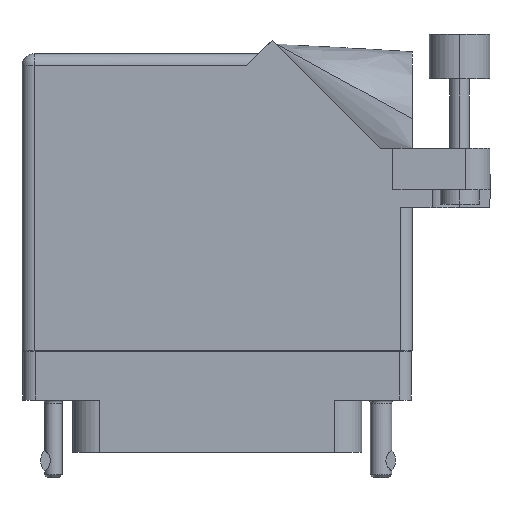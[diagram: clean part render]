
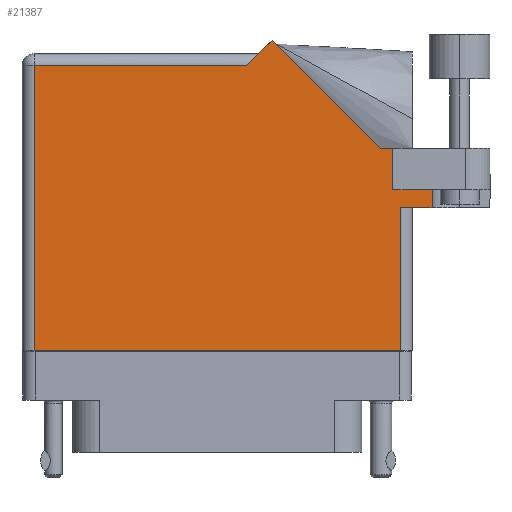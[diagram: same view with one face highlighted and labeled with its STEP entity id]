
A CAD part, front view. The second image highlights one B-rep face of the part: STEP entity #21387.
In plain terms, the highlighted face is planar.
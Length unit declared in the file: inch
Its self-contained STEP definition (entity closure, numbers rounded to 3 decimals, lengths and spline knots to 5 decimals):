
#9 = VERTEX_POINT ( 'NONE', #26435 ) ;
#310 = LINE ( 'NONE', #23472, #17705 ) ;
#548 = CARTESIAN_POINT ( 'NONE',  ( 0.83942, 0.944, 0.455 ) ) ;
#1014 = CARTESIAN_POINT ( 'NONE',  ( 0.15, 1.368, 0.455 ) ) ;
#1522 = EDGE_CURVE ( 'NONE', #9, #17924, #36945, .T. ) ;
#1725 = LINE ( 'NONE', #17110, #9506 ) ;
#2013 = DIRECTION ( 'NONE',  ( 1., 0., 0. ) ) ;
#3293 = EDGE_CURVE ( 'NONE', #28707, #22071, #6900, .T. ) ;
#3636 = VECTOR ( 'NONE', #16740, 39.37008 ) ;
#3904 = ORIENTED_EDGE ( 'NONE', *, *, #1522, .T. ) ;
#4278 = VERTEX_POINT ( 'NONE', #48415 ) ;
#5006 = CARTESIAN_POINT ( 'NONE',  ( -1.005, 1.368, 0.455 ) ) ;
#5152 = VECTOR ( 'NONE', #2013, 39.37008 ) ;
#5175 = VECTOR ( 'NONE', #23011, 39.37008 ) ;
#5707 = ORIENTED_EDGE ( 'NONE', *, *, #3293, .T. ) ;
#6329 = VECTOR ( 'NONE', #41867, 39.37008 ) ;
#6471 = DIRECTION ( 'NONE',  ( 1., 0., 0. ) ) ;
#6485 = VERTEX_POINT ( 'NONE', #13367 ) ;
#6900 = LINE ( 'NONE', #45374, #6329 ) ;
#7832 = DIRECTION ( 'NONE',  ( 0., -1., 0. ) ) ;
#7867 = EDGE_CURVE ( 'NONE', #27060, #9, #1725, .T. ) ;
#8199 = DIRECTION ( 'NONE',  ( 0., 0., -1. ) ) ;
#8315 = AXIS2_PLACEMENT_3D ( 'NONE', #16086, #8199, #19931 ) ;
#8766 = EDGE_CURVE ( 'NONE', #48443, #18690, #25612, .T. ) ;
#9506 = VECTOR ( 'NONE', #44207, 39.37008 ) ;
#13328 = VECTOR ( 'NONE', #6471, 39.37008 ) ;
#13367 = CARTESIAN_POINT ( 'NONE',  ( 1.1065, 0.637, 0.455 ) ) ;
#13673 = EDGE_CURVE ( 'NONE', #17924, #4278, #35960, .T. ) ;
#15169 = CARTESIAN_POINT ( 'NONE',  ( 0.943, 0.637, 0.455 ) ) ;
#15602 = DIRECTION ( 'NONE',  ( -0.707, 0.707, 0. ) ) ;
#16086 = CARTESIAN_POINT ( 'NONE',  ( -1.005, 1.43, 0.455 ) ) ;
#16433 = ORIENTED_EDGE ( 'NONE', *, *, #8766, .T. ) ;
#16558 = CARTESIAN_POINT ( 'NONE',  ( 1.1065, 1.06177, 0.455 ) ) ;
#16740 = DIRECTION ( 'NONE',  ( -1., 0., 0. ) ) ;
#17110 = CARTESIAN_POINT ( 'NONE',  ( -0.943, -0.1, 0.455 ) ) ;
#17507 = ORIENTED_EDGE ( 'NONE', *, *, #7867, .T. ) ;
#17624 = ORIENTED_EDGE ( 'NONE', *, *, #18626, .F. ) ;
#17705 = VECTOR ( 'NONE', #15602, 39.37008 ) ;
#17924 = VERTEX_POINT ( 'NONE', #46788 ) ;
#18205 = VERTEX_POINT ( 'NONE', #548 ) ;
#18492 = DIRECTION ( 'NONE',  ( -1., 0., 0. ) ) ;
#18626 = EDGE_CURVE ( 'NONE', #24104, #6485, #45604, .T. ) ;
#18690 = VERTEX_POINT ( 'NONE', #1014 ) ;
#18718 = ORIENTED_EDGE ( 'NONE', *, *, #45782, .T. ) ;
#19353 = CARTESIAN_POINT ( 'NONE',  ( 0.905, 0.944, 0.455 ) ) ;
#19931 = DIRECTION ( 'NONE',  ( -1., 0., 0. ) ) ;
#20182 = CARTESIAN_POINT ( 'NONE',  ( -0.943, 1.368, 0.455 ) ) ;
#20324 = ORIENTED_EDGE ( 'NONE', *, *, #40582, .T. ) ;
#20460 = DIRECTION ( 'NONE',  ( 1., 0., 0. ) ) ;
#20730 = EDGE_LOOP ( 'NONE', ( #3904, #38932, #20324, #17624, #48453, #5707, #34515, #44475, #16433, #18718, #17507 ) ) ;
#20944 = CARTESIAN_POINT ( 'NONE',  ( -1.005, -0.1, 0.455 ) ) ;
#21346 = VECTOR ( 'NONE', #18492, 39.37008 ) ;
#21387 = ADVANCED_FACE ( 'NONE', ( #38231 ), #27674, .F. ) ;
#21612 = LINE ( 'NONE', #5006, #3636 ) ;
#22071 = VERTEX_POINT ( 'NONE', #19353 ) ;
#22267 = VECTOR ( 'NONE', #20460, 39.37008 ) ;
#23011 = DIRECTION ( 'NONE',  ( -0.707, -0.707, 0. ) ) ;
#23472 = CARTESIAN_POINT ( 'NONE',  ( 0.83942, 0.944, 0.455 ) ) ;
#24104 = VERTEX_POINT ( 'NONE', #27528 ) ;
#25612 = LINE ( 'NONE', #42372, #5175 ) ;
#26435 = CARTESIAN_POINT ( 'NONE',  ( -0.943, -0.1, 0.455 ) ) ;
#26917 = DIRECTION ( 'NONE',  ( 0., 1., 0. ) ) ;
#27060 = VERTEX_POINT ( 'NONE', #20182 ) ;
#27528 = CARTESIAN_POINT ( 'NONE',  ( 1.1065, 0.731, 0.455 ) ) ;
#27674 = PLANE ( 'NONE',  #8315 ) ;
#28707 = VERTEX_POINT ( 'NONE', #46399 ) ;
#32456 = EDGE_CURVE ( 'NONE', #28707, #24104, #34918, .T. ) ;
#32473 = LINE ( 'NONE', #35734, #22267 ) ;
#34515 = ORIENTED_EDGE ( 'NONE', *, *, #40202, .T. ) ;
#34918 = LINE ( 'NONE', #39636, #13328 ) ;
#34985 = EDGE_CURVE ( 'NONE', #18205, #48443, #310, .T. ) ;
#35478 = VECTOR ( 'NONE', #7832, 39.37008 ) ;
#35734 = CARTESIAN_POINT ( 'NONE',  ( 1.005, 0.637, 0.455 ) ) ;
#35960 = LINE ( 'NONE', #15169, #49098 ) ;
#36945 = LINE ( 'NONE', #20944, #5152 ) ;
#37680 = CARTESIAN_POINT ( 'NONE',  ( 0.28271, 1.50071, 0.455 ) ) ;
#38231 = FACE_OUTER_BOUND ( 'NONE', #20730, .T. ) ;
#38932 = ORIENTED_EDGE ( 'NONE', *, *, #13673, .T. ) ;
#39636 = CARTESIAN_POINT ( 'NONE',  ( 0.905, 0.731, 0.455 ) ) ;
#40202 = EDGE_CURVE ( 'NONE', #22071, #18205, #49531, .T. ) ;
#40582 = EDGE_CURVE ( 'NONE', #4278, #6485, #32473, .T. ) ;
#41408 = CARTESIAN_POINT ( 'NONE',  ( 1.405, 0.944, 0.455 ) ) ;
#41867 = DIRECTION ( 'NONE',  ( 0., 1., 0. ) ) ;
#42372 = CARTESIAN_POINT ( 'NONE',  ( 0.212, 1.43, 0.455 ) ) ;
#44207 = DIRECTION ( 'NONE',  ( 0., -1., 0. ) ) ;
#44475 = ORIENTED_EDGE ( 'NONE', *, *, #34985, .T. ) ;
#45374 = CARTESIAN_POINT ( 'NONE',  ( 0.905, 0.731, 0.455 ) ) ;
#45604 = LINE ( 'NONE', #16558, #35478 ) ;
#45782 = EDGE_CURVE ( 'NONE', #18690, #27060, #21612, .T. ) ;
#46399 = CARTESIAN_POINT ( 'NONE',  ( 0.905, 0.731, 0.455 ) ) ;
#46788 = CARTESIAN_POINT ( 'NONE',  ( 0.943, -0.1, 0.455 ) ) ;
#48415 = CARTESIAN_POINT ( 'NONE',  ( 0.943, 0.637, 0.455 ) ) ;
#48443 = VERTEX_POINT ( 'NONE', #37680 ) ;
#48453 = ORIENTED_EDGE ( 'NONE', *, *, #32456, .F. ) ;
#49098 = VECTOR ( 'NONE', #26917, 39.37008 ) ;
#49531 = LINE ( 'NONE', #41408, #21346 ) ;
